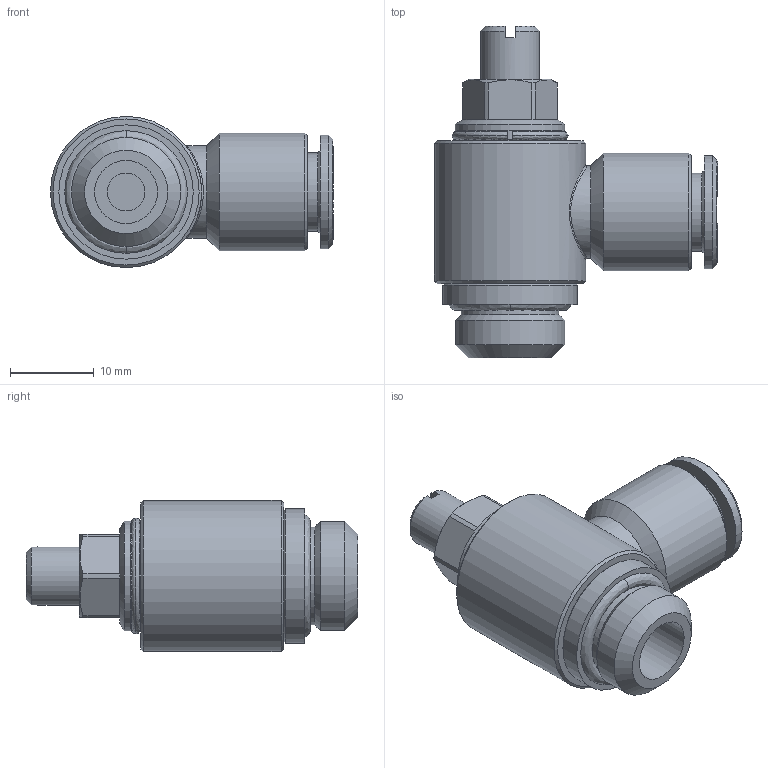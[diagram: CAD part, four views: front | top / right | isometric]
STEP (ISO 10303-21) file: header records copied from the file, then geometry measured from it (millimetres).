
FILE_DESCRIPTION(( 'MV.38.08.14C.stp' ), '1');
FILE_NAME( 'MV.38.08.14C.stp', '2019-06-20T08:33:31',( 'Sopra'),('sopra-pneumatic.com'), 'SwSTEP 2.0','SolidWorks 2009','' );
FILE_SCHEMA( ( 'CONFIG_CONTROL_DESIGN' ) );
Length unit declared in the file: millimetre
Products named in the file (3): 04280C42; 008-0042-1-solid1; Rivoluzione2
Assembly tree (2 placements, depth 2):
  04280C42
    008-0042-1-solid1
    Rivoluzione2
Bounding box: 33.7 x 39.51 x 18 mm (x, y, z)
Volume: 7590.8 mm3; surface area: 3921.6 mm2
Topology: 2 solids, 2 shells, 234 faces, 574 edges, 376 vertices
Faces by surface type: plane 123, bspline 76, cylinder 21, cone 14
Full cylindrical faces by diameter (mm): 4.5 x1, 7 x1, 7.5 x1, 8.15 x1, 9.3 x1, 11 x1, 11.6 x1, 11.95 x1, 13 x1, 13.05 x2, 13.5 x1, 14 x1, 16 x1, 18 x1
Entity records: 10911 total; most frequent: CARTESIAN_POINT 5914, ORIENTED_EDGE 1078, DIRECTION 777, EDGE_CURVE 539, VERTEX_POINT 368, LINE 307, VECTOR 307, EDGE_LOOP 293
